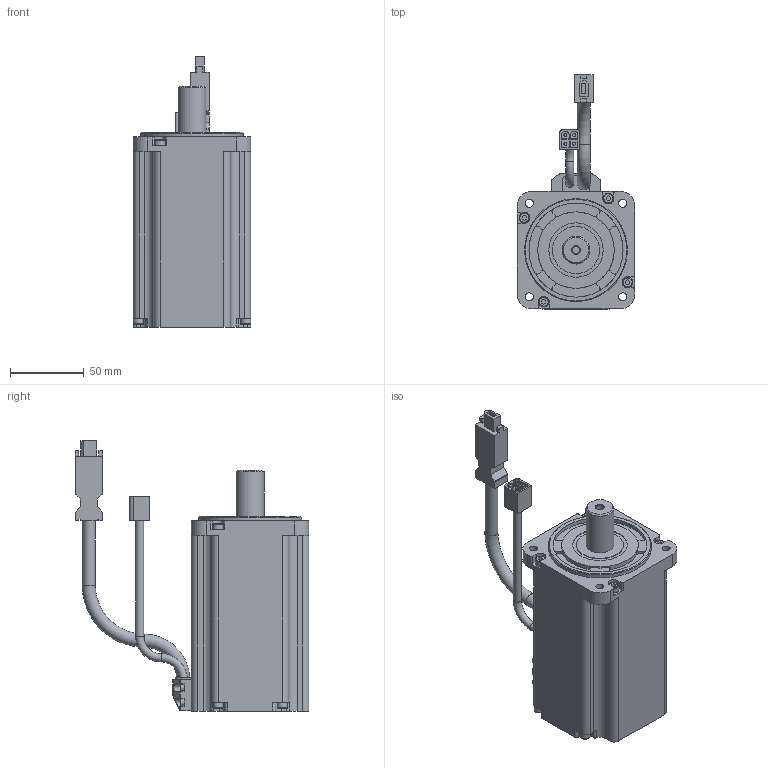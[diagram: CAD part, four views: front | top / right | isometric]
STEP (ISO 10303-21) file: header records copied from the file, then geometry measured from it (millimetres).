
FILE_DESCRIPTION(/* description */ ('STEP AP214'),/* implementation_level */ '2;1');
FILE_NAME(/* name */ '8097187_EMMB-AS-80-07-S30S',/* time_stamp */ '2024-08-27T23:22:52+02:00',/* author */ ('License CC BY-ND 4.0'),/* organization */ ('CADENAS'),/* preprocessor_version */ 'ST-DEVELOPER v19.3',/* originating_system */ 'PARTsolutions',/* authorisation */ ' ');
FILE_SCHEMA (('AUTOMOTIVE_DESIGN {1 0 10303 214 3 1 1}'));
Length unit declared in the file: millimetre
Products named in the file (1): 8097187 EMMB-AS-80-07-S30S---(high)
Bounding box: 80 x 159.15 x 184 mm (x, y, z)
Volume: 782738.2 mm3; surface area: 69800.6 mm2
Topology: 1 solids, 1 shells, 388 faces, 1013 edges, 670 vertices
Faces by surface type: plane 260, cylinder 109, torus 16, cone 3
Full cylindrical faces by diameter (mm): 2 x4, 4.5 x3, 4.917 x1, 5.5 x5, 7 x8, 8.9 x1, 19 x1, 32 x1, 37 x1, 52 x1, 64 x1, 70 x1
Entity records: 14387 total; most frequent: CARTESIAN_POINT 2058, DIRECTION 1990, ORIENTED_EDGE 1920, EDGE_CURVE 960, LINE 696, VECTOR 696, VERTEX_POINT 664, AXIS2_PLACEMENT_3D 647
